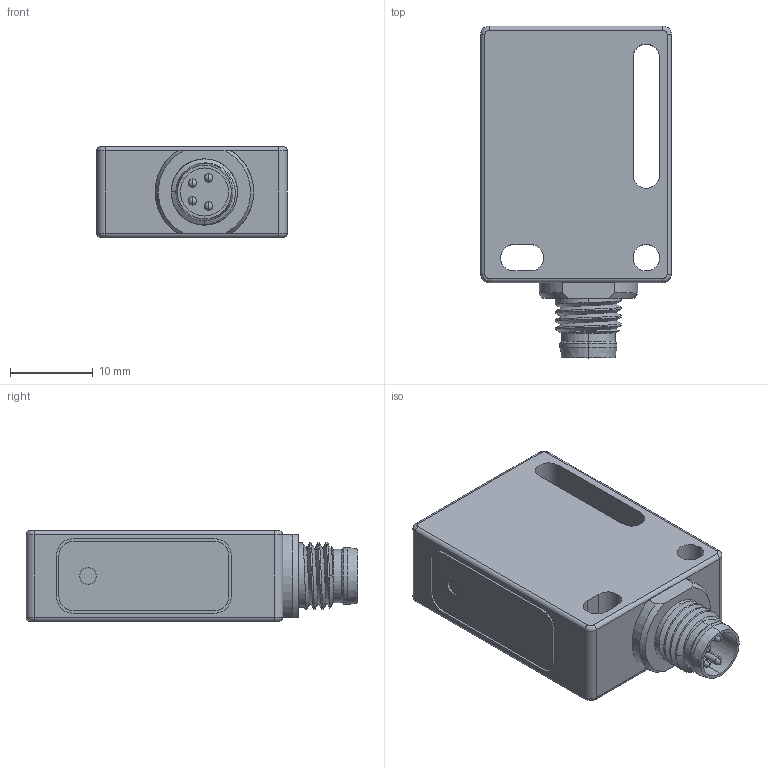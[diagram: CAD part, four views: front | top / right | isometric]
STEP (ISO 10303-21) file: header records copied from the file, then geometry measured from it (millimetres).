
FILE_DESCRIPTION((''),'2;1');
FILE_NAME('CAD0817_ML7-55-143AKTUELL','2006-12-18T',('mflender'),(''),'PRO/ENGINEER BY PARAMETRIC TECHNOLOGY CORPORATION, 2006140','PRO/ENGINEER BY PARAMETRIC TECHNOLOGY CORPORATION, 2006140','');
FILE_SCHEMA(('CONFIG_CONTROL_DESIGN'));
Length unit declared in the file: millimetre
Products named in the file (1): CAD0817_ML7-55-143AKTUELL
Bounding box: 23 x 40.1 x 11 mm (x, y, z)
Volume: 7309.3 mm3; surface area: 3640 mm2
Topology: 1 solids, 1 shells, 150 faces, 387 edges, 262 vertices
Faces by surface type: cylinder 61, plane 56, cone 14, bspline 9, sphere 8, torus 2
Entity records: 7206 total; most frequent: CARTESIAN_POINT 2329, DIRECTION 783, ORIENTED_EDGE 726, PRESENTATION_STYLE_ASSIGNMENT 381, STYLED_ITEM 381, CURVE_STYLE 380, EDGE_CURVE 363, AXIS2_PLACEMENT_3D 287
